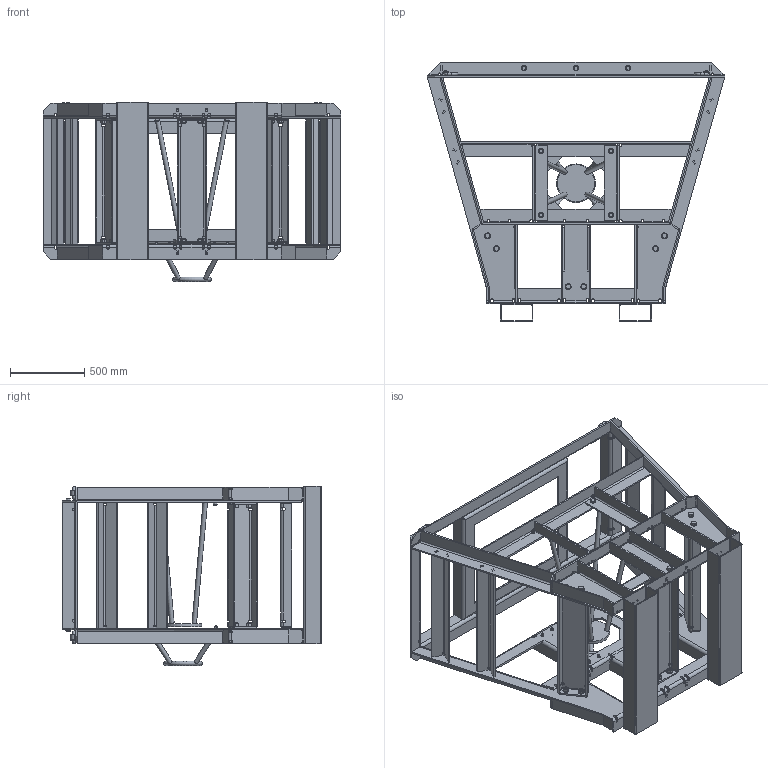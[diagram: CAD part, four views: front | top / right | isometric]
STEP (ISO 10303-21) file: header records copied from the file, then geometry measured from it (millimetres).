
FILE_DESCRIPTION(/* description */ ('-'),/* implementation_level */ '2;1');
FILE_NAME(/* name */ 'SD1.stp',/* time_stamp */ '2022-03-25T08:41:36+01:00',/* author */ ('roy.gaakink'),/* organization */ (''),/* preprocessor_version */ 'ST-DEVELOPER v18',/* originating_system */ 'Autodesk Inventor 2020',/* authorisation */ '');
FILE_SCHEMA (('AUTOMOTIVE_DESIGN { 1 0 10303 214 3 1 1 }'));
Products named in the file (1): SD1
Bounding box: 2000 x 1745 x 1205 mm (x, y, z)
Volume: 82561971.8 mm3; surface area: 17910364.6 mm2
Topology: 13 solids, 13 shells, 2734 faces, 7793 edges, 4969 vertices
Faces by surface type: plane 1556, cylinder 839, cone 294, torus 29, bspline 16
Full cylindrical faces by diameter (mm): 10 x8, 15.4 x8, 16 x16, 18 x12, 20 x40, 25 x10, 30 x20, 34 x20, 39 x24, 250 x1
Entity records: 90975 total; most frequent: CARTESIAN_POINT 17289, ORIENTED_EDGE 15586, DIRECTION 14711, EDGE_CURVE 7793, VERTEX_POINT 4969, AXIS2_PLACEMENT_3D 4959, LINE 4793, VECTOR 4793
